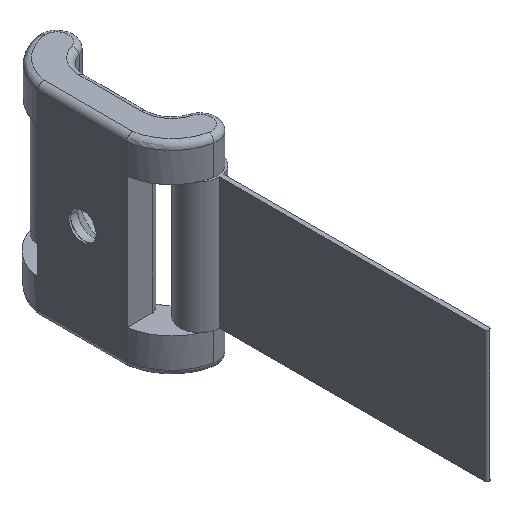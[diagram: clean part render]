
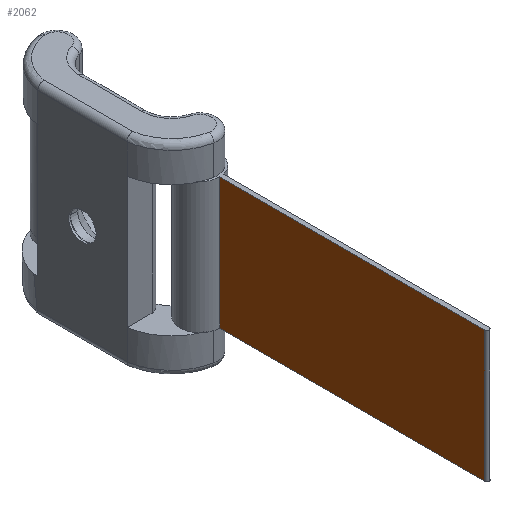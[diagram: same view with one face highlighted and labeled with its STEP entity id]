
A CAD part, isometric view. The second image highlights one B-rep face of the part: STEP entity #2062.
In plain terms, the highlighted planar face has unit normal (-1, 0, 0).
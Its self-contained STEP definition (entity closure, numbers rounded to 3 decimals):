
#69 = AXIS2_PLACEMENT_3D ( 'NONE', #1140, #3194, #893 ) ;
#87 = DIRECTION ( 'NONE',  ( 0., 0., 1. ) ) ;
#108 = DIRECTION ( 'NONE',  ( 0., -1., 0. ) ) ;
#119 = ORIENTED_EDGE ( 'NONE', *, *, #307, .F. ) ;
#250 = VERTEX_POINT ( 'NONE', #1603 ) ;
#307 = EDGE_CURVE ( 'NONE', #925, #2660, #538, .T. ) ;
#465 = VECTOR ( 'NONE', #108, 1000. ) ;
#538 = LINE ( 'NONE', #2330, #1951 ) ;
#576 = CARTESIAN_POINT ( 'NONE',  ( -22.164, -18.451, -62. ) ) ;
#658 = FACE_OUTER_BOUND ( 'NONE', #681, .T. ) ;
#681 = EDGE_LOOP ( 'NONE', ( #119, #1517, #3076, #3016 ) ) ;
#780 = VECTOR ( 'NONE', #2414, 1000. ) ;
#846 = DIRECTION ( 'NONE',  ( 0., 0., 1. ) ) ;
#850 = CARTESIAN_POINT ( 'NONE',  ( -22.164, -63.015, -40. ) ) ;
#893 = DIRECTION ( 'NONE',  ( 0., 0., 1. ) ) ;
#896 = EDGE_CURVE ( 'NONE', #925, #250, #1877, .T. ) ;
#925 = VERTEX_POINT ( 'NONE', #576 ) ;
#1088 = PLANE ( 'NONE',  #69 ) ;
#1140 = CARTESIAN_POINT ( 'NONE',  ( -22.164, -18.451, -114.053 ) ) ;
#1403 = CARTESIAN_POINT ( 'NONE',  ( -22.164, -63.015, -114.053 ) ) ;
#1517 = ORIENTED_EDGE ( 'NONE', *, *, #896, .T. ) ;
#1591 = VERTEX_POINT ( 'NONE', #850 ) ;
#1603 = CARTESIAN_POINT ( 'NONE',  ( -22.164, -63.015, -62. ) ) ;
#1621 = CARTESIAN_POINT ( 'NONE',  ( -22.164, -18.451, -62. ) ) ;
#1757 = CARTESIAN_POINT ( 'NONE',  ( -22.164, -18.451, -40. ) ) ;
#1877 = LINE ( 'NONE', #1621, #780 ) ;
#1951 = VECTOR ( 'NONE', #87, 1000. ) ;
#1989 = EDGE_CURVE ( 'NONE', #2660, #1591, #2945, .T. ) ;
#2019 = EDGE_CURVE ( 'NONE', #250, #1591, #2653, .T. ) ;
#2062 = ADVANCED_FACE ( 'NONE', ( #658 ), #1088, .T. ) ;
#2146 = CARTESIAN_POINT ( 'NONE',  ( -22.164, -18.451, -40. ) ) ;
#2278 = VECTOR ( 'NONE', #846, 1000. ) ;
#2330 = CARTESIAN_POINT ( 'NONE',  ( -22.164, -18.451, -114.053 ) ) ;
#2414 = DIRECTION ( 'NONE',  ( 0., -1., 0. ) ) ;
#2653 = LINE ( 'NONE', #1403, #2278 ) ;
#2660 = VERTEX_POINT ( 'NONE', #1757 ) ;
#2945 = LINE ( 'NONE', #2146, #465 ) ;
#3016 = ORIENTED_EDGE ( 'NONE', *, *, #1989, .F. ) ;
#3076 = ORIENTED_EDGE ( 'NONE', *, *, #2019, .T. ) ;
#3194 = DIRECTION ( 'NONE',  ( -1., 0., 0. ) ) ;
